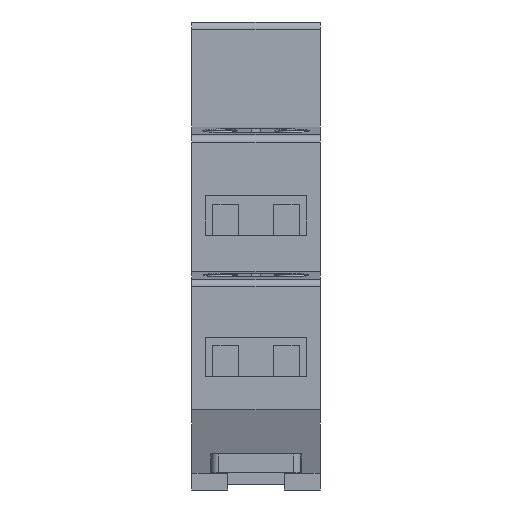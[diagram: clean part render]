
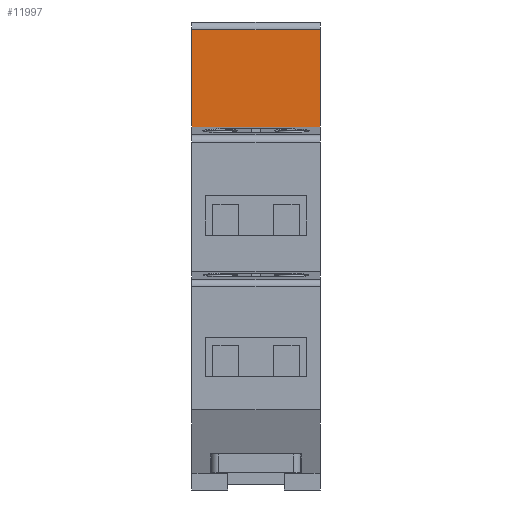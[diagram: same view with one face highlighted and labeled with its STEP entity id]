
A CAD part, front view. The second image highlights one B-rep face of the part: STEP entity #11997.
In plain terms, the highlighted planar face has unit normal (0, -1, 0).
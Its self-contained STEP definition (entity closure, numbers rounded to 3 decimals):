
#248 = CARTESIAN_POINT ( 'NONE',  ( 17.8, 19.15, 50.3 ) ) ;
#721 = CARTESIAN_POINT ( 'NONE',  ( 17.8, 19.15, 63.8 ) ) ;
#736 = DIRECTION ( 'NONE',  ( 0., 0., -1. ) ) ;
#741 = EDGE_CURVE ( 'NONE', #5364, #15256, #10075, .T. ) ;
#1165 = EDGE_LOOP ( 'NONE', ( #15152, #13966, #2788, #7968 ) ) ;
#2503 = DIRECTION ( 'NONE',  ( 0., 1., 0. ) ) ;
#2788 = ORIENTED_EDGE ( 'NONE', *, *, #3867, .F. ) ;
#3867 = EDGE_CURVE ( 'NONE', #9642, #5364, #14416, .T. ) ;
#4258 = CARTESIAN_POINT ( 'NONE',  ( 17.8, 19.15, 50.3 ) ) ;
#4643 = VECTOR ( 'NONE', #736, 1000. ) ;
#4895 = LINE ( 'NONE', #721, #15377 ) ;
#5364 = VERTEX_POINT ( 'NONE', #7852 ) ;
#5716 = DIRECTION ( 'NONE',  ( -1., 0., 0. ) ) ;
#5898 = EDGE_CURVE ( 'NONE', #14562, #15256, #13599, .T. ) ;
#7211 = CARTESIAN_POINT ( 'NONE',  ( 0., 19.15, 63.8 ) ) ;
#7852 = CARTESIAN_POINT ( 'NONE',  ( 17.8, 19.15, 50.3 ) ) ;
#7968 = ORIENTED_EDGE ( 'NONE', *, *, #13963, .T. ) ;
#8515 = CARTESIAN_POINT ( 'NONE',  ( 0., 19.15, 50.3 ) ) ;
#8770 = DIRECTION ( 'NONE',  ( -1., 0., 0. ) ) ;
#9642 = VERTEX_POINT ( 'NONE', #9878 ) ;
#9878 = CARTESIAN_POINT ( 'NONE',  ( 17.8, 19.15, 63.8 ) ) ;
#9970 = DIRECTION ( 'NONE',  ( 0., 0., 1. ) ) ;
#10075 = LINE ( 'NONE', #13847, #16067 ) ;
#10622 = AXIS2_PLACEMENT_3D ( 'NONE', #248, #2503, #9970 ) ;
#11130 = VECTOR ( 'NONE', #14032, 1000. ) ;
#11997 = ADVANCED_FACE ( 'NONE', ( #14123 ), #12126, .F. ) ;
#12126 = PLANE ( 'NONE',  #10622 ) ;
#13599 = LINE ( 'NONE', #15589, #4643 ) ;
#13847 = CARTESIAN_POINT ( 'NONE',  ( 17.8, 19.15, 50.3 ) ) ;
#13963 = EDGE_CURVE ( 'NONE', #9642, #14562, #4895, .T. ) ;
#13966 = ORIENTED_EDGE ( 'NONE', *, *, #741, .F. ) ;
#14032 = DIRECTION ( 'NONE',  ( 0., 0., -1. ) ) ;
#14123 = FACE_OUTER_BOUND ( 'NONE', #1165, .T. ) ;
#14416 = LINE ( 'NONE', #4258, #11130 ) ;
#14562 = VERTEX_POINT ( 'NONE', #7211 ) ;
#15152 = ORIENTED_EDGE ( 'NONE', *, *, #5898, .T. ) ;
#15256 = VERTEX_POINT ( 'NONE', #8515 ) ;
#15377 = VECTOR ( 'NONE', #5716, 1000. ) ;
#15589 = CARTESIAN_POINT ( 'NONE',  ( 0., 19.15, 50.3 ) ) ;
#16067 = VECTOR ( 'NONE', #8770, 1000. ) ;
